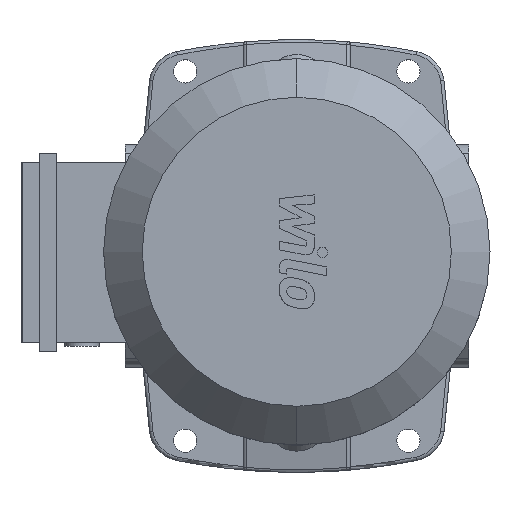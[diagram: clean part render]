
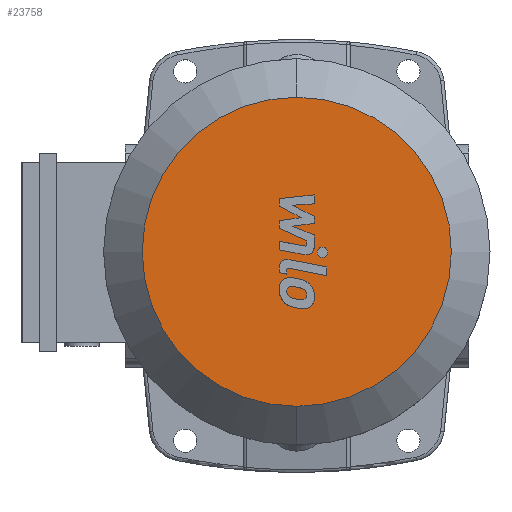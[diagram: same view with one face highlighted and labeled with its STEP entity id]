
A CAD part, top view. The second image highlights one B-rep face of the part: STEP entity #23758.
In plain terms, the highlighted planar face has unit normal (0, 0, 1).
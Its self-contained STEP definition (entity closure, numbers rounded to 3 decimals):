
#16556=CARTESIAN_POINT('',(0.,90.0,1442.0));
#16557=VERTEX_POINT('',#16556);
#16565=CARTESIAN_POINT('',(0.,-90.0,1442.0));
#16566=VERTEX_POINT('',#16565);
#16573=CARTESIAN_POINT('',(0.,0.,1442.0));
#16574=DIRECTION('',(0.0,0.0,-1.0));
#16575=DIRECTION('',(0.0,1.0,0.0));
#16576=AXIS2_PLACEMENT_3D('',#16573,#16574,#16575);
#16577=CIRCLE('',#16576,90.0);
#16578=EDGE_CURVE('',#16566,#16557,#16577,.T.);
#23743=CARTESIAN_POINT('',(0.,45.0,1442.0));
#23744=DIRECTION('',(0.0,0.0,1.0));
#23745=DIRECTION('',(1.0,0.0,0.0));
#23746=AXIS2_PLACEMENT_3D('',#23743,#23744,#23745);
#23747=PLANE('',#23746);
#23748=CARTESIAN_POINT('',(0.,0.,1442.0));
#23749=DIRECTION('',(0.0,0.0,-1.0));
#23750=DIRECTION('',(0.0,1.0,0.0));
#23751=AXIS2_PLACEMENT_3D('',#23748,#23749,#23750);
#23752=CIRCLE('',#23751,90.0);
#23753=EDGE_CURVE('',#16557,#16566,#23752,.T.);
#23754=ORIENTED_EDGE('',*,*,#23753,.F.);
#23755=ORIENTED_EDGE('',*,*,#16578,.F.);
#23756=EDGE_LOOP('',(#23754,#23755));
#23757=FACE_OUTER_BOUND('',#23756,.T.);
#23758=ADVANCED_FACE('',(#23757),#23747,.T.);
